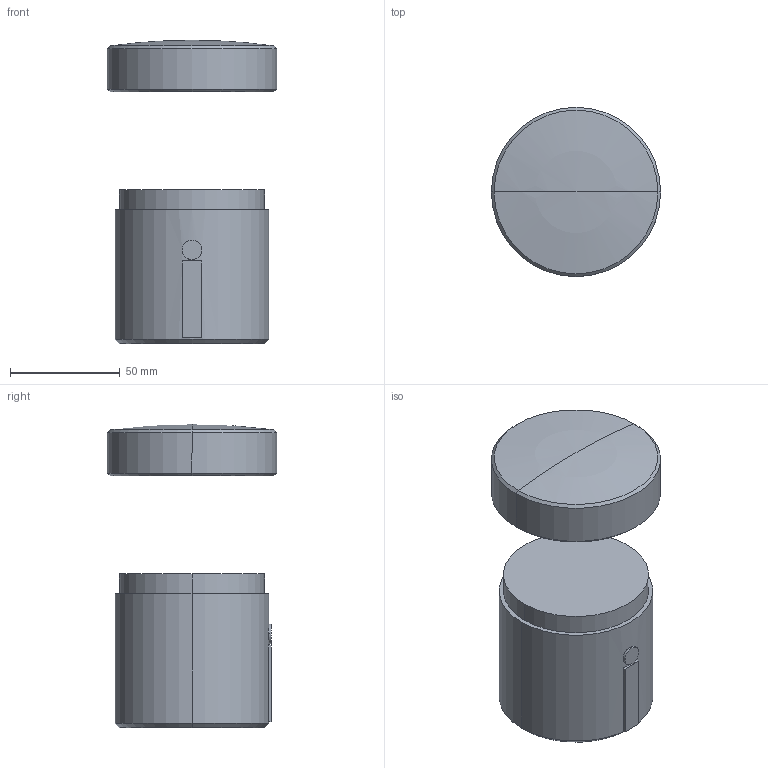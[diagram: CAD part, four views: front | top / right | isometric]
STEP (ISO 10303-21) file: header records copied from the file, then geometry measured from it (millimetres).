
FILE_DESCRIPTION(('starvars output'),'2;1');
FILE_NAME('XVBC21B_3D.stp','19:40:21 2020/03/31',( 'Thomas Industrial Network Germany GmbH'),( 'Thomas Industrial Network Germany GmbH'),'unknown preprocess','ACIS' ,'unknown authorization');
FILE_SCHEMA(('AUTOMOTIVE_DESIGN_CC2 {UNKNOWN IMPLEMENTATION LEVEL}'));
Length unit declared in the file: millimetre
Products named in the file (2): PRODUCT_ID_5; PRODUCT_ID_6
Bounding box: 77 x 77 x 138 mm (x, y, z)
Volume: 284905 mm3; surface area: 43042.3 mm2
Topology: 2 solids, 2 shells, 35 faces, 70 edges, 43 vertices
Faces by surface type: cylinder 14, plane 13, cone 6, sphere 2
Entity records: 1247 total; most frequent: CARTESIAN_POINT 153, ORIENTED_EDGE 136, DIRECTION 118, EDGE_CURVE 68, AXIS2_PLACEMENT_3D 44, VERTEX_POINT 43, EDGE_LOOP 41, FACE_BOUND 41
